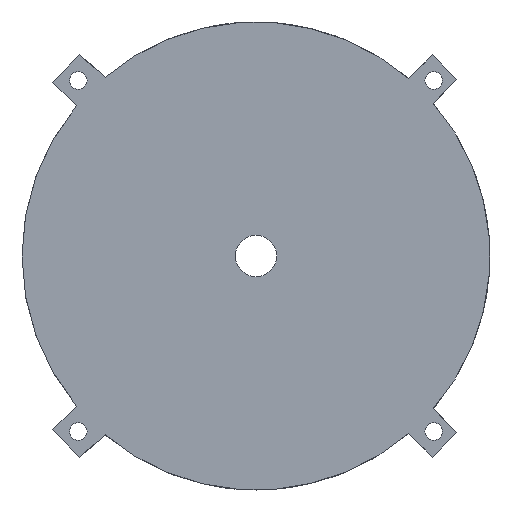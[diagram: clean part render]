
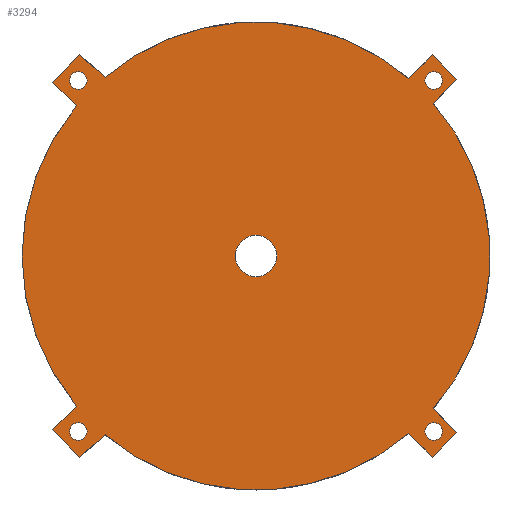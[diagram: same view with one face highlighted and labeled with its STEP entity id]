
A CAD part, front view. The second image highlights one B-rep face of the part: STEP entity #3294.
In plain terms, the highlighted planar face has unit normal (0, -1, 0).
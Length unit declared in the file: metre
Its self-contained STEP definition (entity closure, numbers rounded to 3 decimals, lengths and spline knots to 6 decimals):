
#100=CIRCLE('',#3512,0.047);
#102=CIRCLE('',#3514,0.047);
#104=CIRCLE('',#3516,0.047);
#106=CIRCLE('',#3518,0.047);
#108=CIRCLE('',#3522,0.00415);
#109=CIRCLE('',#3523,0.00175);
#110=CIRCLE('',#3524,0.00175);
#111=CIRCLE('',#3525,0.00175);
#112=CIRCLE('',#3526,0.00175);
#318=ORIENTED_EDGE('',*,*,#1281,.T.);
#319=ORIENTED_EDGE('',*,*,#1275,.T.);
#320=ORIENTED_EDGE('',*,*,#1282,.T.);
#321=ORIENTED_EDGE('',*,*,#1283,.F.);
#322=ORIENTED_EDGE('',*,*,#1284,.F.);
#323=ORIENTED_EDGE('',*,*,#1271,.T.);
#324=ORIENTED_EDGE('',*,*,#1285,.T.);
#325=ORIENTED_EDGE('',*,*,#1286,.T.);
#326=ORIENTED_EDGE('',*,*,#1287,.F.);
#327=ORIENTED_EDGE('',*,*,#1267,.T.);
#328=ORIENTED_EDGE('',*,*,#1288,.F.);
#329=ORIENTED_EDGE('',*,*,#1289,.F.);
#330=ORIENTED_EDGE('',*,*,#1290,.F.);
#331=ORIENTED_EDGE('',*,*,#1263,.T.);
#332=ORIENTED_EDGE('',*,*,#1291,.T.);
#333=ORIENTED_EDGE('',*,*,#1292,.T.);
#334=ORIENTED_EDGE('',*,*,#1293,.T.);
#335=ORIENTED_EDGE('',*,*,#1294,.F.);
#336=ORIENTED_EDGE('',*,*,#1295,.T.);
#337=ORIENTED_EDGE('',*,*,#1296,.F.);
#338=ORIENTED_EDGE('',*,*,#1297,.T.);
#1263=EDGE_CURVE('',#1742,#1741,#100,.T.);
#1267=EDGE_CURVE('',#1746,#1745,#102,.T.);
#1271=EDGE_CURVE('',#1750,#1749,#104,.T.);
#1275=EDGE_CURVE('',#1739,#1753,#106,.T.);
#1281=EDGE_CURVE('',#1759,#1759,#108,.F.);
#1282=EDGE_CURVE('',#1753,#1760,#2055,.T.);
#1283=EDGE_CURVE('',#1761,#1760,#2056,.T.);
#1284=EDGE_CURVE('',#1750,#1761,#2057,.T.);
#1285=EDGE_CURVE('',#1749,#1762,#2058,.T.);
#1286=EDGE_CURVE('',#1762,#1763,#2059,.T.);
#1287=EDGE_CURVE('',#1746,#1763,#2060,.T.);
#1288=EDGE_CURVE('',#1764,#1745,#2061,.T.);
#1289=EDGE_CURVE('',#1765,#1764,#2062,.T.);
#1290=EDGE_CURVE('',#1742,#1765,#2063,.T.);
#1291=EDGE_CURVE('',#1741,#1766,#2064,.T.);
#1292=EDGE_CURVE('',#1766,#1767,#2065,.T.);
#1293=EDGE_CURVE('',#1767,#1739,#2066,.T.);
#1294=EDGE_CURVE('',#1768,#1768,#109,.T.);
#1295=EDGE_CURVE('',#1769,#1769,#110,.T.);
#1296=EDGE_CURVE('',#1770,#1770,#111,.T.);
#1297=EDGE_CURVE('',#1771,#1771,#112,.T.);
#1739=VERTEX_POINT('',#4933);
#1741=VERTEX_POINT('',#4937);
#1742=VERTEX_POINT('',#4939);
#1745=VERTEX_POINT('',#4945);
#1746=VERTEX_POINT('',#4947);
#1749=VERTEX_POINT('',#4953);
#1750=VERTEX_POINT('',#4955);
#1753=VERTEX_POINT('',#4961);
#1759=VERTEX_POINT('',#5048);
#1760=VERTEX_POINT('',#5050);
#1761=VERTEX_POINT('',#5052);
#1762=VERTEX_POINT('',#5055);
#1763=VERTEX_POINT('',#5057);
#1764=VERTEX_POINT('',#5060);
#1765=VERTEX_POINT('',#5062);
#1766=VERTEX_POINT('',#5065);
#1767=VERTEX_POINT('',#5067);
#1768=VERTEX_POINT('',#5070);
#1769=VERTEX_POINT('',#5072);
#1770=VERTEX_POINT('',#5074);
#1771=VERTEX_POINT('',#5076);
#2055=LINE('',#5049,#2433);
#2056=LINE('',#5051,#2434);
#2057=LINE('',#5053,#2435);
#2058=LINE('',#5054,#2436);
#2059=LINE('',#5056,#2437);
#2060=LINE('',#5058,#2438);
#2061=LINE('',#5059,#2439);
#2062=LINE('',#5061,#2440);
#2063=LINE('',#5063,#2441);
#2064=LINE('',#5064,#2442);
#2065=LINE('',#5066,#2443);
#2066=LINE('',#5068,#2444);
#2433=VECTOR('',#3954,1.);
#2434=VECTOR('',#3955,1.);
#2435=VECTOR('',#3956,1.);
#2436=VECTOR('',#3957,1.);
#2437=VECTOR('',#3958,1.);
#2438=VECTOR('',#3959,1.);
#2439=VECTOR('',#3960,1.);
#2440=VECTOR('',#3961,1.);
#2441=VECTOR('',#3962,1.);
#2442=VECTOR('',#3963,1.);
#2443=VECTOR('',#3964,1.);
#2444=VECTOR('',#3965,1.);
#2740=EDGE_LOOP('',(#318));
#2741=EDGE_LOOP('',(#319,#320,#321,#322,#323,#324,#325,#326,#327,#328,#329,
#330,#331,#332,#333,#334));
#2742=EDGE_LOOP('',(#335));
#2743=EDGE_LOOP('',(#336));
#2744=EDGE_LOOP('',(#337));
#2745=EDGE_LOOP('',(#338));
#2962=FACE_BOUND('',#2740,.T.);
#2963=FACE_BOUND('',#2741,.T.);
#2964=FACE_BOUND('',#2742,.T.);
#2965=FACE_BOUND('',#2743,.T.);
#2966=FACE_BOUND('',#2744,.T.);
#2967=FACE_BOUND('',#2745,.T.);
#3163=PLANE('',#3521);
#3294=ADVANCED_FACE('',(#2962,#2963,#2964,#2965,#2966,#2967),#3163,.T.);
#3512=AXIS2_PLACEMENT_3D('',#4938,#3926,#3927);
#3514=AXIS2_PLACEMENT_3D('',#4946,#3932,#3933);
#3516=AXIS2_PLACEMENT_3D('',#4954,#3938,#3939);
#3518=AXIS2_PLACEMENT_3D('',#4962,#3944,#3945);
#3521=AXIS2_PLACEMENT_3D('',#5046,#3950,#3951);
#3522=AXIS2_PLACEMENT_3D('',#5047,#3952,#3953);
#3523=AXIS2_PLACEMENT_3D('',#5069,#3966,#3967);
#3524=AXIS2_PLACEMENT_3D('',#5071,#3968,#3969);
#3525=AXIS2_PLACEMENT_3D('',#5073,#3970,#3971);
#3526=AXIS2_PLACEMENT_3D('',#5075,#3972,#3973);
#3926=DIRECTION('',(0.,-1.,0.));
#3927=DIRECTION('',(0.,0.,-1.));
#3932=DIRECTION('',(0.,-1.,0.));
#3933=DIRECTION('',(0.,0.,-1.));
#3938=DIRECTION('',(0.,-1.,0.));
#3939=DIRECTION('',(0.,0.,-1.));
#3944=DIRECTION('',(0.,-1.,0.));
#3945=DIRECTION('',(0.,0.,-1.));
#3950=DIRECTION('',(0.,-1.,0.));
#3951=DIRECTION('',(1.,0.,0.));
#3952=DIRECTION('',(0.,-1.,0.));
#3953=DIRECTION('',(0.,0.,-1.));
#3954=DIRECTION('',(0.707,0.,-0.707));
#3955=DIRECTION('',(-0.707,0.,-0.707));
#3956=DIRECTION('',(0.707,0.,-0.707));
#3957=DIRECTION('',(0.707,0.,0.707));
#3958=DIRECTION('',(-0.707,0.,0.707));
#3959=DIRECTION('',(0.707,0.,0.707));
#3960=DIRECTION('',(0.749,0.,-0.663));
#3961=DIRECTION('',(0.707,0.,0.707));
#3962=DIRECTION('',(-0.707,0.,0.707));
#3963=DIRECTION('',(-0.707,0.,-0.707));
#3964=DIRECTION('',(0.707,0.,-0.707));
#3965=DIRECTION('',(0.749,0.,0.663));
#3966=DIRECTION('',(0.,-1.,0.));
#3967=DIRECTION('',(0.,0.,-1.));
#3968=DIRECTION('',(0.,1.,0.));
#3969=DIRECTION('',(0.,0.,-1.));
#3970=DIRECTION('',(0.,-1.,0.));
#3971=DIRECTION('',(0.,0.,-1.));
#3972=DIRECTION('',(0.,1.,0.));
#3973=DIRECTION('',(0.,0.,-1.));
#4933=CARTESIAN_POINT('',(0.016684,-0.046,0.011084));
#4937=CARTESIAN_POINT('',(0.010938,-0.046,0.016858));
#4938=CARTESIAN_POINT('',(0.047,-0.046,0.047));
#4939=CARTESIAN_POINT('',(0.010938,-0.046,0.077142));
#4945=CARTESIAN_POINT('',(0.016684,-0.046,0.082916));
#4946=CARTESIAN_POINT('',(0.047,-0.046,0.047));
#4947=CARTESIAN_POINT('',(0.07764,-0.046,0.08264));
#4953=CARTESIAN_POINT('',(0.082593,-0.046,0.077694));
#4954=CARTESIAN_POINT('',(0.047,-0.046,0.047));
#4955=CARTESIAN_POINT('',(0.082593,-0.046,0.016306));
#4961=CARTESIAN_POINT('',(0.07764,-0.046,0.01136));
#4962=CARTESIAN_POINT('',(0.047,-0.046,0.047));
#5046=CARTESIAN_POINT('',(0.047,-0.046,0.047));
#5047=CARTESIAN_POINT('',(0.047,-0.046,0.047));
#5048=CARTESIAN_POINT('',(0.047,-0.046,0.04285));
#5049=CARTESIAN_POINT('',(0.08003,-0.046,0.00897));
#5050=CARTESIAN_POINT('',(0.08242,-0.046,0.00658));
#5051=CARTESIAN_POINT('',(0.084895,-0.046,0.009054));
#5052=CARTESIAN_POINT('',(0.087371,-0.046,0.011529));
#5053=CARTESIAN_POINT('',(0.084982,-0.046,0.013918));
#5054=CARTESIAN_POINT('',(0.084982,-0.046,0.080082));
#5055=CARTESIAN_POINT('',(0.087371,-0.046,0.082471));
#5056=CARTESIAN_POINT('',(0.084895,-0.046,0.084946));
#5057=CARTESIAN_POINT('',(0.08242,-0.046,0.08742));
#5058=CARTESIAN_POINT('',(0.08003,-0.046,0.08503));
#5059=CARTESIAN_POINT('',(0.014158,-0.046,0.085153));
#5060=CARTESIAN_POINT('',(0.011632,-0.046,0.08739));
#5061=CARTESIAN_POINT('',(0.008897,-0.046,0.084655));
#5062=CARTESIAN_POINT('',(0.006161,-0.046,0.081919));
#5063=CARTESIAN_POINT('',(0.00855,-0.046,0.079531));
#5064=CARTESIAN_POINT('',(0.00855,-0.046,0.014469));
#5065=CARTESIAN_POINT('',(0.006161,-0.046,0.012081));
#5066=CARTESIAN_POINT('',(0.008897,-0.046,0.009345));
#5067=CARTESIAN_POINT('',(0.011632,-0.046,0.00661));
#5068=CARTESIAN_POINT('',(0.014158,-0.046,0.008847));
#5069=CARTESIAN_POINT('',(0.011308,-0.046,0.08225));
#5070=CARTESIAN_POINT('',(0.011308,-0.046,0.0805));
#5071=CARTESIAN_POINT('',(0.082692,-0.046,0.08225));
#5072=CARTESIAN_POINT('',(0.082692,-0.046,0.0805));
#5073=CARTESIAN_POINT('',(0.082692,-0.046,0.01175));
#5074=CARTESIAN_POINT('',(0.082692,-0.046,0.01));
#5075=CARTESIAN_POINT('',(0.011308,-0.046,0.01175));
#5076=CARTESIAN_POINT('',(0.011308,-0.046,0.01));
